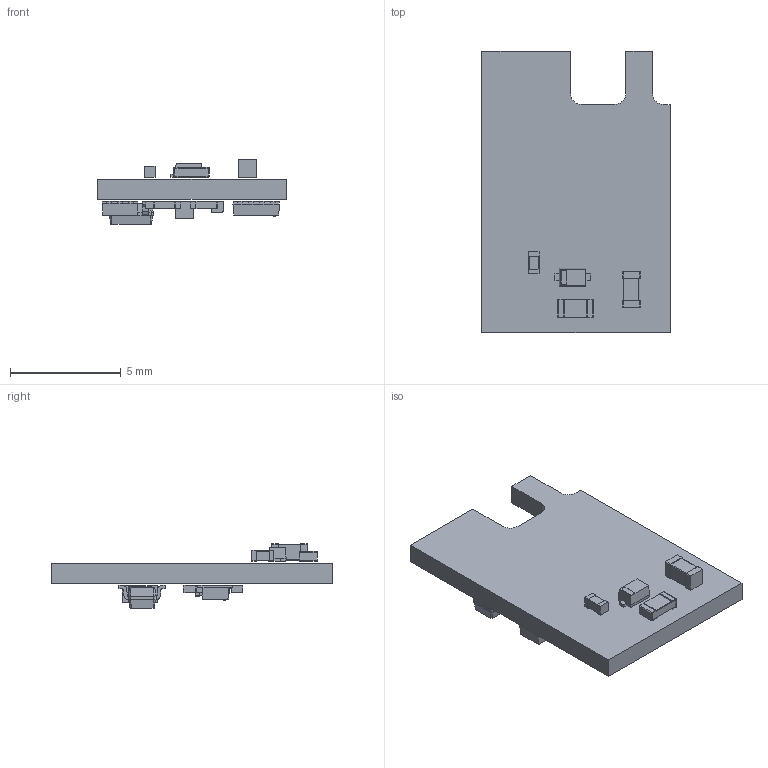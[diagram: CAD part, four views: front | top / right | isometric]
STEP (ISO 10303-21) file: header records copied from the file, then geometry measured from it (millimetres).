
FILE_DESCRIPTION(('KiCad electronic assembly'),'2;1');
FILE_NAME('minipcb.step','2026-01-05T12:09:03',('Pcbnew'),('Kicad'), 'Open CASCADE STEP processor 7.6','KiCad to STEP converter','Unknown' );
FILE_SCHEMA(('AUTOMOTIVE_DESIGN { 1 0 10303 214 1 1 1 1 }'));
Length unit declared in the file: millimetre
Products named in the file (10): minipcb 1; C_0603_1608Metric; D_SOD-523; R_0603_1608Metric; C_0402_1005Metric; R_0402_1005Metric; SOT-583-8; SOT-363_SC-70-6; SOT-553; minipcb_PCB
Assembly tree (15 placements, depth 2):
  minipcb 1
    C_0603_1608Metric  x2
    D_SOD-523
    R_0603_1608Metric
    C_0402_1005Metric  x2
    R_0402_1005Metric  x5
    SOT-583-8
    SOT-363_SC-70-6
    SOT-553
    minipcb_PCB
Bounding box: 8.5 x 12.7 x 2.93 mm (x, y, z)
Volume: 100.4 mm3; surface area: 311.6 mm2
Topology: 15 solids, 15 shells, 536 faces, 1343 edges, 849 vertices
Faces by surface type: plane 356, cylinder 125, bspline 55
Full cylindrical faces by diameter (mm): 0.1 x1, 0.25 x1
Entity records: 12047 total; most frequent: CARTESIAN_POINT 3205, ORIENTED_EDGE 1854, DIRECTION 1662, EDGE_CURVE 927, LINE 710, VECTOR 710, VERTEX_POINT 577, AXIS2_PLACEMENT_3D 476
